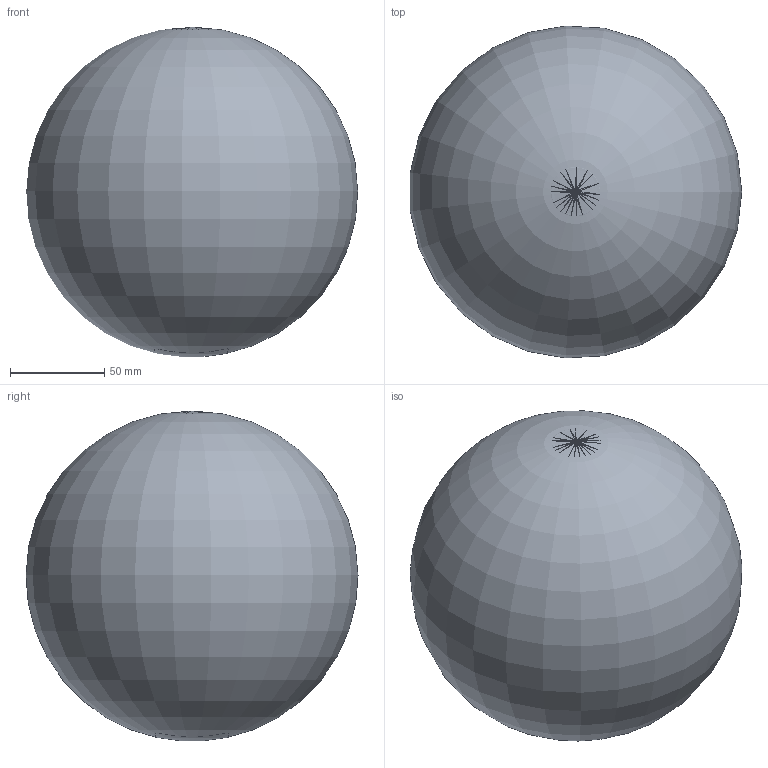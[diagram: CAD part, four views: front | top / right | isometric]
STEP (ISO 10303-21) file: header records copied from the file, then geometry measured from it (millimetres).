
FILE_DESCRIPTION(('STEP AP214'), '1');
FILE_NAME('àðò. KRT254', '2014-09-29T13:37:16', ('Áàòóðà Àíäðåé Ïàâëîâè÷'), ('Ëåñòíè÷íûé öåíòåð'), 'ASCON STEP Converter 1.3', 'ASCON Math Kernel', '');
FILE_SCHEMA(('AUTOMOTIVE_DESIGN { 1 0 10303 214 3 1 1}'));
Length unit declared in the file: millimetre
Products named in the file (1): àðò. KRT254
Bounding box: 175.85 x 176.14 x 174.75 mm (x, y, z)
Volume: 131928.6 mm3; surface area: 202511.5 mm2
Topology: 1 solids, 1 shells, 177 faces, 445 edges, 277 vertices
Faces by surface type: plane 164, cylinder 6, cone 6, torus 1
Full cylindrical faces by diameter (mm): 8 x1, 12 x1
Entity records: 7089 total; most frequent: CARTESIAN_POINT 1387, ORIENTED_EDGE 884, DIRECTION 800, EDGE_CURVE 442, LINE 414, VECTOR 414, VERTEX_POINT 277, EDGE_LOOP 216
